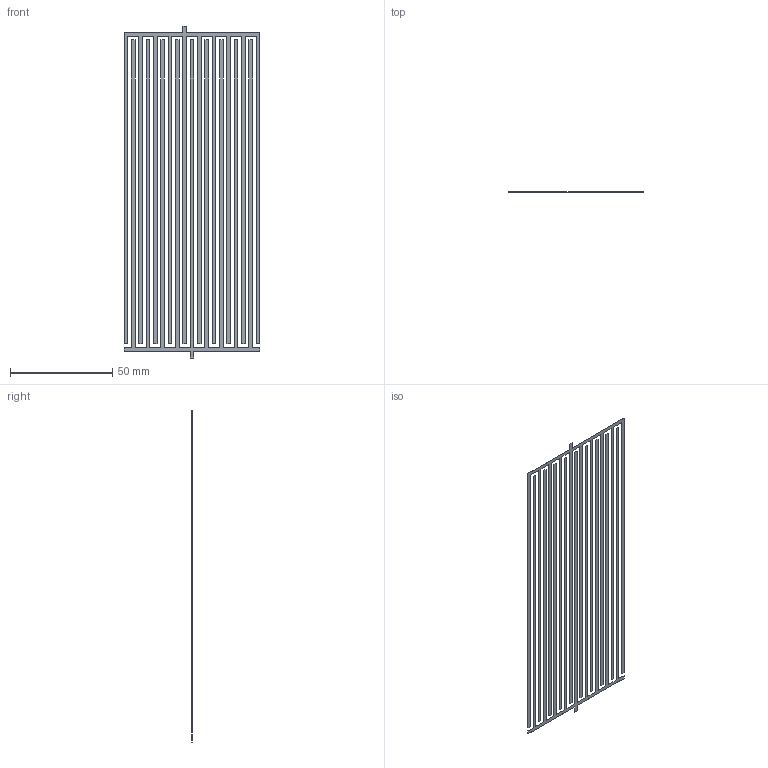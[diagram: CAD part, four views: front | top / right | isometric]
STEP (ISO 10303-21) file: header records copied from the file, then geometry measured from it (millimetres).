
FILE_DESCRIPTION(/* description */ (''),/* implementation_level */ '2;1');
FILE_NAME(/* name */ 'Model3Circuit.stp',/* time_stamp */ '2018-10-09T14:36:43+02:00',/* author */ ('18301088'),/* organization */ (''),/* preprocessor_version */ 'ST-DEVELOPER v17',/* originating_system */ 'Autodesk Inventor 2018',/* authorisation */ '');
FILE_SCHEMA (('AUTOMOTIVE_DESIGN { 1 0 10303 214 3 1 1 }'));
Length unit declared in the file: millimetre
Products named in the file (3): Assembly1; negative; positive
Assembly tree (2 placements, depth 2):
  Assembly1
    negative
    positive
Bounding box: 66.62 x 0.04 x 162.67 mm (x, y, z)
Volume: 189.3 mm3; surface area: 11027.8 mm2
Topology: 2 solids, 2 shells, 92 faces, 264 edges, 176 vertices
Faces by surface type: plane 92
Entity records: 3051 total; most frequent: CARTESIAN_POINT 537, ORIENTED_EDGE 528, DIRECTION 458, LINE 264, VECTOR 264, EDGE_CURVE 264, VERTEX_POINT 176, AXIS2_PLACEMENT_3D 97
